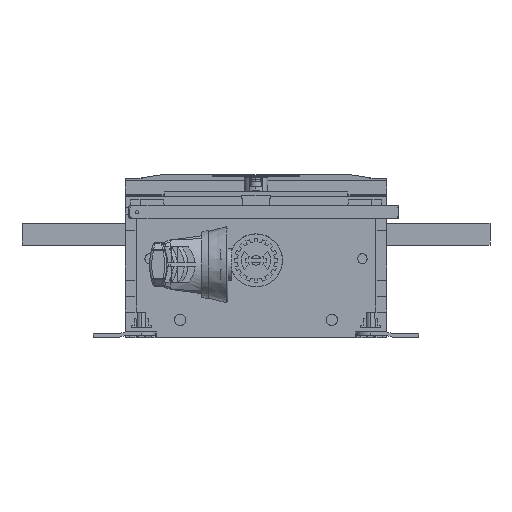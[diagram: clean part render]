
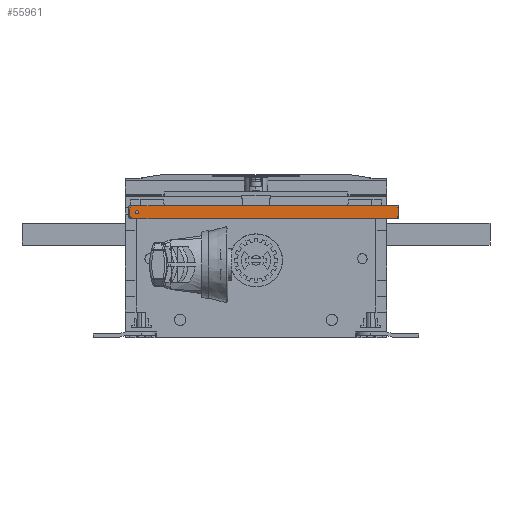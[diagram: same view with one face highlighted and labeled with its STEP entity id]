
A CAD part, left-side view. The second image highlights one B-rep face of the part: STEP entity #55961.
In plain terms, the highlighted planar face has unit normal (-1, 0, 0).
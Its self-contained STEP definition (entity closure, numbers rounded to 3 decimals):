
#74 = CARTESIAN_POINT ( 'NONE',  ( -6., 123.25, 0.277 ) ) ;
#474 = CARTESIAN_POINT ( 'NONE',  ( -6., 121.953, 4.169 ) ) ;
#881 = CARTESIAN_POINT ( 'NONE',  ( -6., 122.959, 1.907 ) ) ;
#1884 = FACE_BOUND ( 'NONE', #77152, .T. ) ;
#2665 = CARTESIAN_POINT ( 'NONE',  ( -6., 116.125, -1.5 ) ) ;
#2756 = CARTESIAN_POINT ( 'NONE',  ( -6., -124.177, -0.519 ) ) ;
#3573 = DIRECTION ( 'NONE',  ( 0., 0., -1. ) ) ;
#4163 = CARTESIAN_POINT ( 'NONE',  ( -6., 116.125, 1.5 ) ) ;
#4912 = ORIENTED_EDGE ( 'NONE', *, *, #50476, .F. ) ;
#6826 = CARTESIAN_POINT ( 'NONE',  ( -6., -123.94, -2.095 ) ) ;
#8513 = CARTESIAN_POINT ( 'NONE',  ( -6., -122.339, -6. ) ) ;
#10409 = CARTESIAN_POINT ( 'NONE',  ( -6., 120.765, 6. ) ) ;
#12998 = CARTESIAN_POINT ( 'NONE',  ( -6., 123.25, -0.272 ) ) ;
#13126 = CARTESIAN_POINT ( 'NONE',  ( -6., 124.375, -6. ) ) ;
#13321 = VECTOR ( 'NONE', #33705, 1000. ) ;
#13469 = CARTESIAN_POINT ( 'NONE',  ( -6., -122.339, 6. ) ) ;
#13487 = AXIS2_PLACEMENT_3D ( 'NONE', #23983, #67639, #48626 ) ;
#13812 = CARTESIAN_POINT ( 'NONE',  ( -6., 121.387, -5.096 ) ) ;
#14894 = CARTESIAN_POINT ( 'NONE',  ( -6., -123.795, 2.615 ) ) ;
#15285 = CARTESIAN_POINT ( 'NONE',  ( -6., -124.136, 1.057 ) ) ;
#16438 = VERTEX_POINT ( 'NONE', #2665 ) ;
#16496 = DIRECTION ( 'NONE',  ( -1., 0., 0. ) ) ;
#18285 = CARTESIAN_POINT ( 'NONE',  ( -6., 123.102, -1.364 ) ) ;
#19284 = PLANE ( 'NONE',  #34157 ) ;
#20579 = CARTESIAN_POINT ( 'NONE',  ( -6., -123.453, 3.611 ) ) ;
#21038 = B_SPLINE_CURVE_WITH_KNOTS ( 'NONE', 3,
 ( #30818, #32008, #13812, #79737, #24352, #37266, #48989, #18285, #42936, #55471, #12998, #74, #31208, #67608, #24747, #881, #62345, #49390, #74070, #55866, #474, #25142, #31601, #49785 ),
 .UNSPECIFIED., .F., .F.,
 ( 4, 2, 2, 2, 2, 2, 2, 2, 2, 2, 2, 4 ),
 ( 0.017, 0.018, 0.02, 0.022, 0.022, 0.023, 0.024, 0.025, 0.026, 0.027, 0.028, 0.03 ),
 .UNSPECIFIED. ) ;
#23933 = VERTEX_POINT ( 'NONE', #29610 ) ;
#23983 = CARTESIAN_POINT ( 'NONE',  ( -6., 116.125, 0. ) ) ;
#24352 = CARTESIAN_POINT ( 'NONE',  ( -6., 122.229, -3.672 ) ) ;
#24485 = VERTEX_POINT ( 'NONE', #10409 ) ;
#24747 = CARTESIAN_POINT ( 'NONE',  ( -6., 123.1, 1.375 ) ) ;
#25029 = CARTESIAN_POINT ( 'NONE',  ( -6., -122.339, -6. ) ) ;
#25142 = CARTESIAN_POINT ( 'NONE',  ( -6., 121.383, 5.101 ) ) ;
#26791 = VERTEX_POINT ( 'NONE', #13469 ) ;
#28476 = VERTEX_POINT ( 'NONE', #8513 ) ;
#29502 = AXIS2_PLACEMENT_3D ( 'NONE', #53688, #16496, #3573 ) ;
#29610 = CARTESIAN_POINT ( 'NONE',  ( -6., 120.765, -6. ) ) ;
#30818 = CARTESIAN_POINT ( 'NONE',  ( -6., 120.765, -6. ) ) ;
#31142 = ORIENTED_EDGE ( 'NONE', *, *, #41781, .F. ) ;
#31208 = CARTESIAN_POINT ( 'NONE',  ( -6., 123.231, 0.553 ) ) ;
#31308 = ORIENTED_EDGE ( 'NONE', *, *, #63832, .T. ) ;
#31497 = CARTESIAN_POINT ( 'NONE',  ( -6., -124.087, -1.312 ) ) ;
#31601 = CARTESIAN_POINT ( 'NONE',  ( -6., 121.08, 5.554 ) ) ;
#31657 = ORIENTED_EDGE ( 'NONE', *, *, #61694, .F. ) ;
#32008 = CARTESIAN_POINT ( 'NONE',  ( -6., 121.081, -5.552 ) ) ;
#33005 = DIRECTION ( 'NONE',  ( 1., 0., 0. ) ) ;
#33705 = DIRECTION ( 'NONE',  ( 0., -1., 0. ) ) ;
#33876 = CARTESIAN_POINT ( 'NONE',  ( -6., -122.586, 5.532 ) ) ;
#34157 = AXIS2_PLACEMENT_3D ( 'NONE', #57286, #33005, #51596 ) ;
#35286 = LINE ( 'NONE', #70506, #13321 ) ;
#37266 = CARTESIAN_POINT ( 'NONE',  ( -6., 122.694, -2.678 ) ) ;
#37608 = ORIENTED_EDGE ( 'NONE', *, *, #52991, .T. ) ;
#37870 = VERTEX_POINT ( 'NONE', #4163 ) ;
#39931 = CARTESIAN_POINT ( 'NONE',  ( -6., -122.821, 5.058 ) ) ;
#41781 = EDGE_CURVE ( 'NONE', #16438, #37870, #48879, .T. ) ;
#42936 = CARTESIAN_POINT ( 'NONE',  ( -6., 123.158, -1.09 ) ) ;
#43558 = ORIENTED_EDGE ( 'NONE', *, *, #47310, .F. ) ;
#45133 = FACE_OUTER_BOUND ( 'NONE', #66501, .T. ) ;
#45610 = CARTESIAN_POINT ( 'NONE',  ( -6., -124.188, 0.533 ) ) ;
#46390 = CARTESIAN_POINT ( 'NONE',  ( -6., -122.339, 6. ) ) ;
#47310 = EDGE_CURVE ( 'NONE', #24485, #26791, #35286, .T. ) ;
#48332 = CIRCLE ( 'NONE', #13487, 1.5 ) ;
#48626 = DIRECTION ( 'NONE',  ( 0., 0., -1. ) ) ;
#48879 = CIRCLE ( 'NONE', #29502, 1.5 ) ;
#48989 = CARTESIAN_POINT ( 'NONE',  ( -6., 122.892, -2.166 ) ) ;
#49390 = CARTESIAN_POINT ( 'NONE',  ( -6., 122.681, 2.686 ) ) ;
#49671 = CARTESIAN_POINT ( 'NONE',  ( -6., -122.832, -5.064 ) ) ;
#49785 = CARTESIAN_POINT ( 'NONE',  ( -6., 120.765, 6. ) ) ;
#50283 = VECTOR ( 'NONE', #68527, 1000. ) ;
#50476 = EDGE_CURVE ( 'NONE', #37870, #16438, #48332, .T. ) ;
#51596 = DIRECTION ( 'NONE',  ( 0., 0., -1. ) ) ;
#52991 = EDGE_CURVE ( 'NONE', #28476, #26791, #64918, .T. ) ;
#53688 = CARTESIAN_POINT ( 'NONE',  ( -6., 116.125, 0. ) ) ;
#55471 = CARTESIAN_POINT ( 'NONE',  ( -6., 123.231, -0.545 ) ) ;
#55866 = CARTESIAN_POINT ( 'NONE',  ( -6., 122.219, 3.691 ) ) ;
#55961 = ADVANCED_FACE ( 'NONE', ( #1884, #45133 ), #19284, .F. ) ;
#56154 = CARTESIAN_POINT ( 'NONE',  ( -6., -124.126, -1.047 ) ) ;
#57286 = CARTESIAN_POINT ( 'NONE',  ( -6., 124.375, -6. ) ) ;
#57364 = CARTESIAN_POINT ( 'NONE',  ( -6., -123.254, 4.098 ) ) ;
#61694 = EDGE_CURVE ( 'NONE', #23933, #24485, #21038, .T. ) ;
#62235 = CARTESIAN_POINT ( 'NONE',  ( -6., -123.287, -4.099 ) ) ;
#62345 = CARTESIAN_POINT ( 'NONE',  ( -6., 122.875, 2.169 ) ) ;
#63832 = EDGE_CURVE ( 'NONE', #23933, #28476, #74193, .T. ) ;
#64220 = CARTESIAN_POINT ( 'NONE',  ( -6., -124.189, -0.256 ) ) ;
#64918 = B_SPLINE_CURVE_WITH_KNOTS ( 'NONE', 3,
 ( #25029, #49671, #62235, #68285, #6826, #31497, #56154, #2756, #64220, #45610, #15285, #70283, #14894, #20579, #57364, #39931, #33876, #46390 ),
 .UNSPECIFIED., .F., .F.,
 ( 4, 2, 2, 2, 2, 2, 2, 2, 4 ),
 ( 0.016, 0.019, 0.021, 0.022, 0.023, 0.024, 0.026, 0.027, 0.029 ),
 .UNSPECIFIED. ) ;
#66501 = EDGE_LOOP ( 'NONE', ( #31308, #37608, #43558, #31657 ) ) ;
#67608 = CARTESIAN_POINT ( 'NONE',  ( -6., 123.155, 1.104 ) ) ;
#67639 = DIRECTION ( 'NONE',  ( -1., 0., 0. ) ) ;
#68285 = CARTESIAN_POINT ( 'NONE',  ( -6., -123.798, -2.603 ) ) ;
#68527 = DIRECTION ( 'NONE',  ( 0., -1., 0. ) ) ;
#70283 = CARTESIAN_POINT ( 'NONE',  ( -6., -123.938, 2.103 ) ) ;
#70506 = CARTESIAN_POINT ( 'NONE',  ( -6., 124.375, 6. ) ) ;
#74070 = CARTESIAN_POINT ( 'NONE',  ( -6., 122.571, 2.942 ) ) ;
#74193 = LINE ( 'NONE', #13126, #50283 ) ;
#77152 = EDGE_LOOP ( 'NONE', ( #4912, #31142 ) ) ;
#79737 = CARTESIAN_POINT ( 'NONE',  ( -6., 121.961, -4.156 ) ) ;
